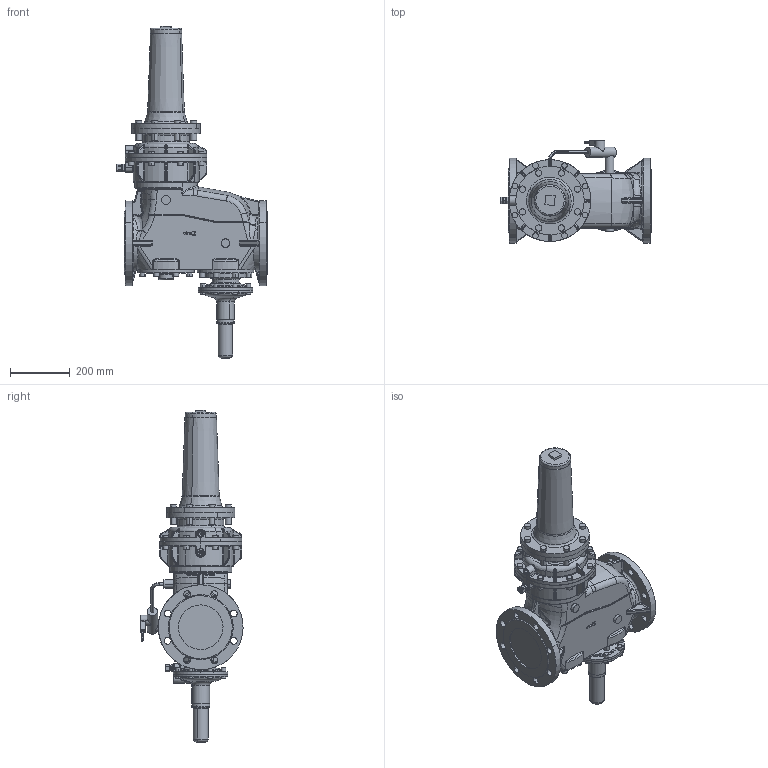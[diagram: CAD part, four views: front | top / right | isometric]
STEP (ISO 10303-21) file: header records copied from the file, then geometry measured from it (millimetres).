
FILE_DESCRIPTION(('CATIA V5 STEP'),'2;1');
FILE_NAME('RS 250 DN 150-275.stp','2011-01-24T07:54:22+00:00',('none'),('none'),'CATIA Version 5 Release 19 SP 8 (IN-10)','CATIA V5 STEP AP214','none');
FILE_SCHEMA(('AUTOMOTIVE_DESIGN { 1 0 10303 214 1 1 1 1 }'));
Products named in the file (1): RS 250 DN 150-275 
Bounding box: 505.3 x 343.46 x 1116 mm (x, y, z)
Volume: 36862953.9 mm3; surface area: 1271126.6 mm2
Topology: 1 solids, 30 shells, 2029 faces, 4864 edges, 2863 vertices
Faces by surface type: cylinder 738, bspline 367, plane 332, torus 317, cone 145, sphere 74, revolution 52, extrusion 4
Entity records: 86789 total; most frequent: CARTESIAN_POINT 46561, ORIENTED_EDGE 9490, DIRECTION 5737, EDGE_CURVE 4745, AXIS2_PLACEMENT_3D 3247, VERTEX_POINT 2863, EDGE_LOOP 2158, ADVANCED_FACE 2029
